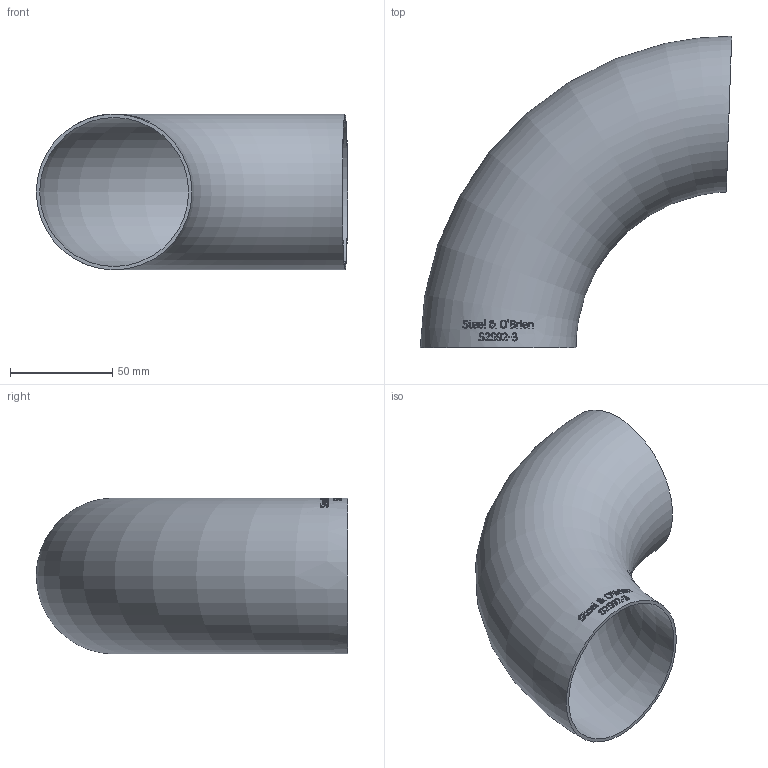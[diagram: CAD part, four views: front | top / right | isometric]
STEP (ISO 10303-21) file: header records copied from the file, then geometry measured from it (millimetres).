
FILE_DESCRIPTION(/* description */ (''),/* implementation_level */ '2;1');
FILE_NAME(/* name */ 'S2S92-3.stp',/* time_stamp */ '2018-11-27T15:56:25-05:00',/* author */ ('ken'),/* organization */ (''),/* preprocessor_version */ 'ST-DEVELOPER v15.2',/* originating_system */ 'Autodesk Inventor 2014',/* authorisation */ '');
FILE_SCHEMA (('AUTOMOTIVE_DESIGN { 1 0 10303 214 3 1 1 }'));
Length unit declared in the file: inch
Products named in the file (1): S2S92-3
Bounding box: 152.4 x 152.4 x 76.2 mm (x, y, z)
Volume: 68348.5 mm3; surface area: 84307.8 mm2
Topology: 1 solids, 1 shells, 359 faces, 983 edges, 656 vertices
Faces by surface type: bspline 211, plane 116, torus 32
Entity records: 15479 total; most frequent: CARTESIAN_POINT 8234, ORIENTED_EDGE 1962, EDGE_CURVE 981, VERTEX_POINT 656, B_SPLINE_CURVE_WITH_KNOTS 654, DIRECTION 627, EDGE_LOOP 393, ADVANCED_FACE 359
